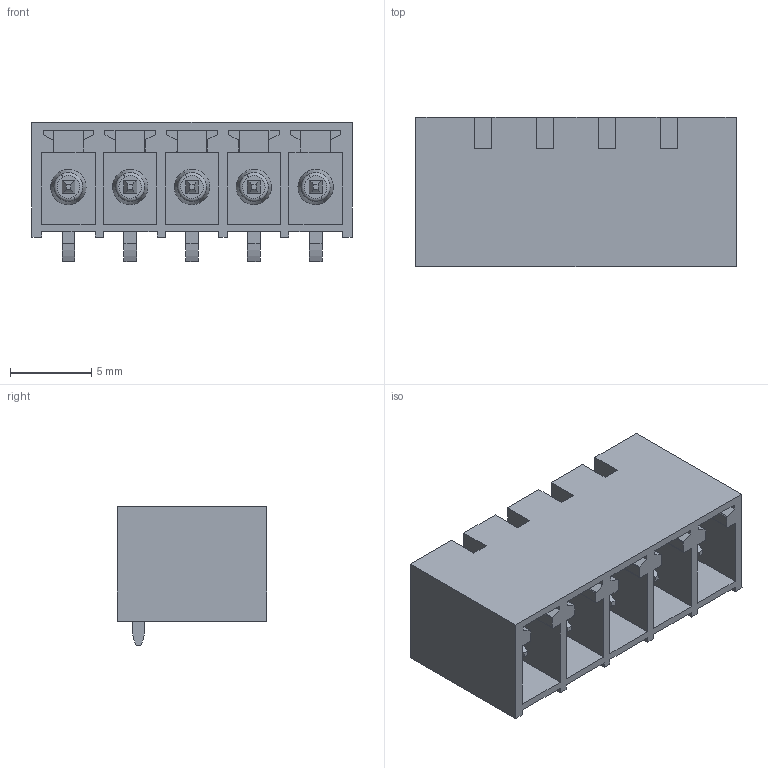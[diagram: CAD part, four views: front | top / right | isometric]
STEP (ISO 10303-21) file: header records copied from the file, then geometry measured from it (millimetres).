
FILE_DESCRIPTION(('CATIA V5 STEP Exchange','CAx-IF Rec.Pracs.--- Model Styling and Organization---1.2---2011-12-15'),'2;1');
FILE_NAME ('D1457678_0_1863170000_1863170000.stp','2018-10-12T05:20:56+00:00',('none'),('Weidmueller'),'CATIA Version 5-6 Release 2014','CATIA V5 STEP AP214','none');
FILE_SCHEMA(('AUTOMOTIVE_DESIGN { 1 0 10303 214 1 1 1 1 }'));
Length unit declared in the file: millimetre
Products named in the file (1): 1863170000
Bounding box: 19.74 x 9.2 x 8.57 mm (x, y, z)
Volume: 512.7 mm3; surface area: 1907.8 mm2
Topology: 6 solids, 6 shells, 369 faces, 1052 edges, 710 vertices
Faces by surface type: plane 281, cylinder 68, torus 10, cone 10
Entity records: 11008 total; most frequent: ORIENTED_EDGE 2104, CARTESIAN_POINT 2022, DIRECTION 1430, EDGE_CURVE 1052, VECTOR 876, LINE 876, VERTEX_POINT 710, EDGE_LOOP 394
